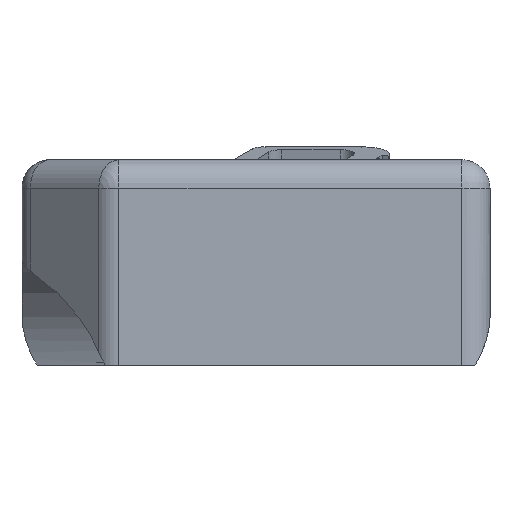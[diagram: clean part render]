
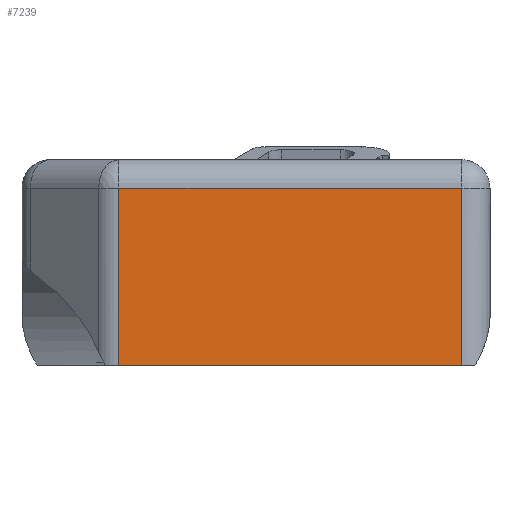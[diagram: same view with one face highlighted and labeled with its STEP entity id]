
A CAD part, left-side view. The second image highlights one B-rep face of the part: STEP entity #7239.
In plain terms, the highlighted planar face has unit normal (-1, 0, 0).
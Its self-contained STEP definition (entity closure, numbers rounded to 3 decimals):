
#7181=CARTESIAN_POINT('',(-12.6,477.572,8.82));
#7182=VERTEX_POINT('',#7181);
#7183=CARTESIAN_POINT('',(-12.6,453.4,8.82));
#7184=VERTEX_POINT('',#7183);
#7185=CARTESIAN_POINT('',(-12.6,477.572,8.82));
#7186=DIRECTION('',(-0.,-1.,-0.));
#7187=VECTOR('',#7186,24.172);
#7188=LINE('',#7185,#7187);
#7189=EDGE_CURVE('',#7182,#7184,#7188,.T.);
#7209=CARTESIAN_POINT('',(-12.6,484.4,16.062));
#7210=DIRECTION('',(1.,0.,0.));
#7211=DIRECTION('',(0.,0.,-1.));
#7212=AXIS2_PLACEMENT_3D('',#7209,#7210,#7211);
#7213=PLANE('',#7212);
#7214=CARTESIAN_POINT('',(-12.6,453.4,21.305));
#7215=VERTEX_POINT('',#7214);
#7216=CARTESIAN_POINT('',(-12.6,477.572,21.305));
#7217=VERTEX_POINT('',#7216);
#7218=CARTESIAN_POINT('',(-12.6,453.4,21.305));
#7219=DIRECTION('',(0.,1.,0.));
#7220=VECTOR('',#7219,24.172);
#7221=LINE('',#7218,#7220);
#7222=EDGE_CURVE('',#7215,#7217,#7221,.T.);
#7223=ORIENTED_EDGE('',*,*,#7222,.T.);
#7224=CARTESIAN_POINT('',(-12.6,477.572,21.305));
#7225=DIRECTION('',(0.,0.,-1.));
#7226=VECTOR('',#7225,12.485);
#7227=LINE('',#7224,#7226);
#7228=EDGE_CURVE('',#7217,#7182,#7227,.T.);
#7229=ORIENTED_EDGE('',*,*,#7228,.T.);
#7230=ORIENTED_EDGE('',*,*,#7189,.T.);
#7231=CARTESIAN_POINT('',(-12.6,453.4,8.82));
#7232=DIRECTION('',(-0.,-0.,1.));
#7233=VECTOR('',#7232,12.485);
#7234=LINE('',#7231,#7233);
#7235=EDGE_CURVE('',#7184,#7215,#7234,.T.);
#7236=ORIENTED_EDGE('',*,*,#7235,.T.);
#7237=EDGE_LOOP('',(#7223,#7229,#7230,#7236));
#7238=FACE_BOUND('',#7237,.T.);
#7239=ADVANCED_FACE('',(#7238),#7213,.F.);
